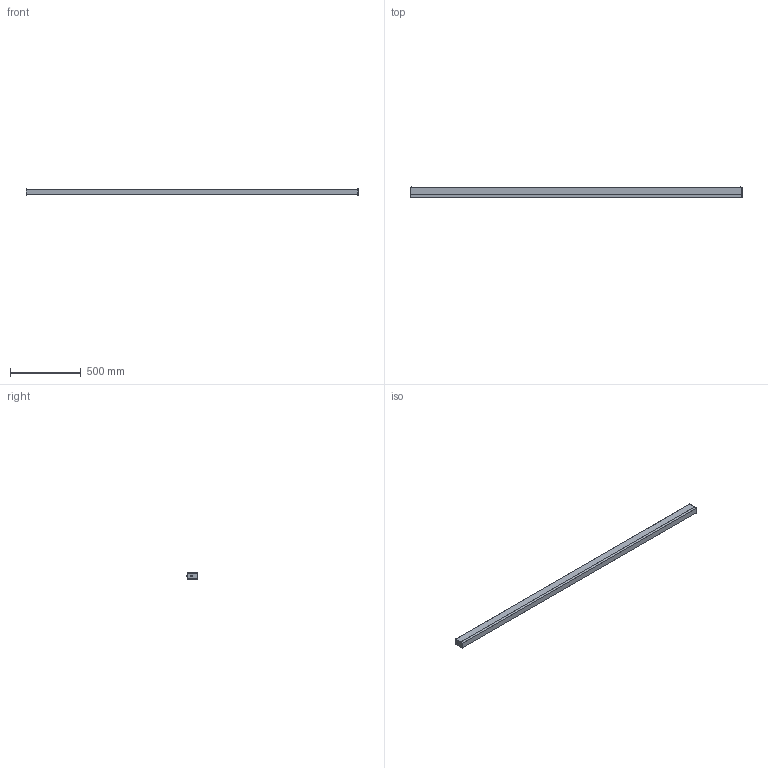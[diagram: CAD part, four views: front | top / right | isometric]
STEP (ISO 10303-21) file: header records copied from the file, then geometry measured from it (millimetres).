
FILE_DESCRIPTION (( 'STEP AP214' ), '1' );
FILE_NAME ('RDLBC8BS.STEP', '2016-11-18T19:31:11', ( '' ), ( '' ), 'SwSTEP 2.0', 'SolidWorks 2012', '' );
FILE_SCHEMA (( 'AUTOMOTIVE_DESIGN' ));
Length unit declared in the file: inch
Products named in the file (1): RDLBC8BS
Bounding box: 2348.44 x 77.56 x 42.55 mm (x, y, z)
Surface area: 644754.2 mm2 (no closed solid volume)
Topology: 0 solids, 14 shells, 127 faces, 441 edges, 325 vertices
Faces by surface type: plane 103, cylinder 20, cone 4
Entity records: 6242 total; most frequent: CARTESIAN_POINT 894, DIRECTION 769, ORIENTED_EDGE 578, EDGE_CURVE 441, LINE 369, VECTOR 369, VERTEX_POINT 325, AXIS2_PLACEMENT_3D 200
